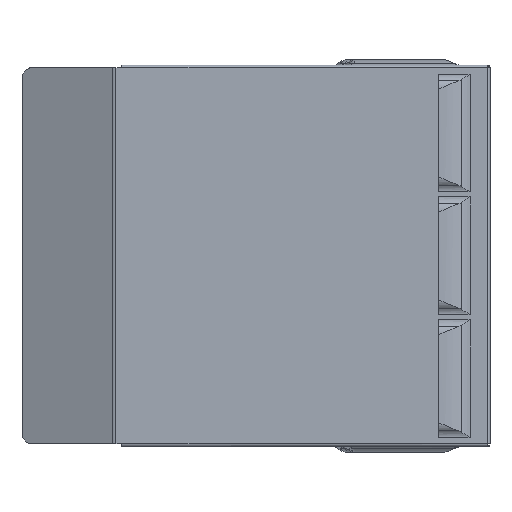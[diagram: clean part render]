
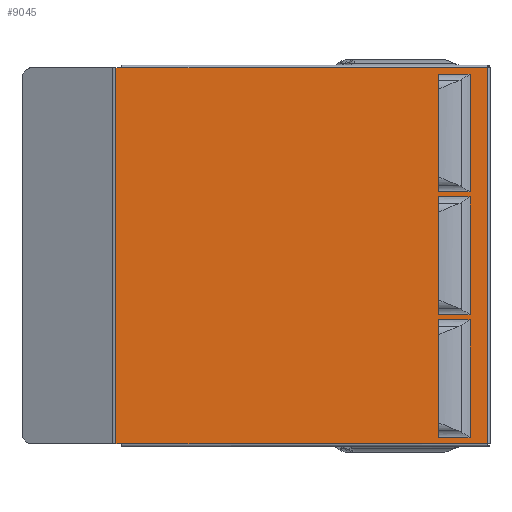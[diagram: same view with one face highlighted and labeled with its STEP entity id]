
A CAD part, top view. The second image highlights one B-rep face of the part: STEP entity #9045.
In plain terms, the highlighted planar face has unit normal (0, 0, 1).
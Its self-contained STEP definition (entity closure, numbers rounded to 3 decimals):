
#174=DIRECTION('',(1.,0.,0.));
#175=VECTOR('',#174,291.616);
#176=CARTESIAN_POINT('',(-144.,150.,0.));
#177=LINE('',#176,#175);
#1540=DIRECTION('',(0.,-1.,0.));
#1541=VECTOR('',#1540,300.);
#1542=CARTESIAN_POINT('',(147.616,150.,0.));
#1543=LINE('',#1542,#1541);
#1723=DIRECTION('',(-1.,0.,0.));
#1724=VECTOR('',#1723,291.616);
#1725=CARTESIAN_POINT('',(147.616,-150.,0.));
#1726=LINE('',#1725,#1724);
#3099=DIRECTION('',(0.,1.,0.));
#3100=VECTOR('',#3099,300.);
#3101=CARTESIAN_POINT('',(-148.725,-150.,0.));
#3102=LINE('',#3101,#3100);
#3441=DIRECTION('',(-1.,0.,0.));
#3442=VECTOR('',#3441,4.725);
#3443=CARTESIAN_POINT('',(-144.,150.,0.));
#3444=LINE('',#3443,#3442);
#3448=DIRECTION('',(1.,0.,0.));
#3449=VECTOR('',#3448,4.725);
#3450=CARTESIAN_POINT('',(-148.725,-150.,0.));
#3451=LINE('',#3450,#3449);
#3455=DIRECTION('',(0.,-1.,0.));
#3456=VECTOR('',#3455,94.);
#3457=CARTESIAN_POINT('',(108.68,-51.,0.));
#3458=LINE('',#3457,#3456);
#3462=DIRECTION('',(-1.,0.,0.));
#3463=VECTOR('',#3462,25.);
#3464=CARTESIAN_POINT('',(133.68,-145.,0.));
#3465=LINE('',#3464,#3463);
#3469=DIRECTION('',(0.,1.,0.));
#3470=VECTOR('',#3469,94.);
#3471=CARTESIAN_POINT('',(133.68,-145.,0.));
#3472=LINE('',#3471,#3470);
#3476=DIRECTION('',(-1.,0.,0.));
#3477=VECTOR('',#3476,25.);
#3478=CARTESIAN_POINT('',(133.68,-51.,0.));
#3479=LINE('',#3478,#3477);
#3483=DIRECTION('',(0.,-1.,0.));
#3484=VECTOR('',#3483,94.);
#3485=CARTESIAN_POINT('',(108.68,47.,0.));
#3486=LINE('',#3485,#3484);
#3490=DIRECTION('',(-1.,0.,0.));
#3491=VECTOR('',#3490,25.);
#3492=CARTESIAN_POINT('',(133.68,-47.,0.));
#3493=LINE('',#3492,#3491);
#3497=DIRECTION('',(0.,1.,0.));
#3498=VECTOR('',#3497,94.);
#3499=CARTESIAN_POINT('',(133.68,-47.,0.));
#3500=LINE('',#3499,#3498);
#3504=DIRECTION('',(-1.,0.,0.));
#3505=VECTOR('',#3504,25.);
#3506=CARTESIAN_POINT('',(133.68,47.,0.));
#3507=LINE('',#3506,#3505);
#3511=DIRECTION('',(0.,-1.,0.));
#3512=VECTOR('',#3511,94.);
#3513=CARTESIAN_POINT('',(108.68,145.,0.));
#3514=LINE('',#3513,#3512);
#3518=DIRECTION('',(-1.,0.,0.));
#3519=VECTOR('',#3518,25.);
#3520=CARTESIAN_POINT('',(133.68,51.,0.));
#3521=LINE('',#3520,#3519);
#3525=DIRECTION('',(0.,1.,0.));
#3526=VECTOR('',#3525,94.);
#3527=CARTESIAN_POINT('',(133.68,51.,0.));
#3528=LINE('',#3527,#3526);
#3532=DIRECTION('',(-1.,0.,0.));
#3533=VECTOR('',#3532,25.);
#3534=CARTESIAN_POINT('',(133.68,145.,0.));
#3535=LINE('',#3534,#3533);
#4425=CARTESIAN_POINT('',(147.616,-150.,0.));
#4426=VERTEX_POINT('',#4425);
#4427=CARTESIAN_POINT('',(147.616,150.,0.));
#4428=VERTEX_POINT('',#4427);
#4457=CARTESIAN_POINT('',(-148.725,150.,0.));
#4458=VERTEX_POINT('',#4457);
#4459=CARTESIAN_POINT('',(-148.725,-150.,0.));
#4460=VERTEX_POINT('',#4459);
#4745=CARTESIAN_POINT('',(108.68,145.,0.));
#4746=CARTESIAN_POINT('',(108.68,51.,0.));
#4747=VERTEX_POINT('',#4745);
#4748=VERTEX_POINT('',#4746);
#4749=CARTESIAN_POINT('',(108.68,47.,0.));
#4750=CARTESIAN_POINT('',(108.68,-47.,0.));
#4751=VERTEX_POINT('',#4749);
#4752=VERTEX_POINT('',#4750);
#4753=CARTESIAN_POINT('',(108.68,-51.,0.));
#4754=CARTESIAN_POINT('',(108.68,-145.,0.));
#4755=VERTEX_POINT('',#4753);
#4756=VERTEX_POINT('',#4754);
#4757=CARTESIAN_POINT('',(133.68,145.,0.));
#4758=VERTEX_POINT('',#4757);
#4759=CARTESIAN_POINT('',(133.68,51.,0.));
#4760=VERTEX_POINT('',#4759);
#4761=CARTESIAN_POINT('',(133.68,47.,0.));
#4762=VERTEX_POINT('',#4761);
#4763=CARTESIAN_POINT('',(133.68,-47.,0.));
#4764=VERTEX_POINT('',#4763);
#4765=CARTESIAN_POINT('',(133.68,-51.,0.));
#4766=VERTEX_POINT('',#4765);
#4767=CARTESIAN_POINT('',(133.68,-145.,0.));
#4768=VERTEX_POINT('',#4767);
#4793=CARTESIAN_POINT('',(-144.,150.,0.));
#4794=VERTEX_POINT('',#4793);
#4803=CARTESIAN_POINT('',(-144.,-150.,0.));
#4804=VERTEX_POINT('',#4803);
#9002=CARTESIAN_POINT('',(0.,0.,0.));
#9003=DIRECTION('',(0.,0.,1.));
#9004=DIRECTION('',(1.,0.,0.));
#9005=AXIS2_PLACEMENT_3D('',#9002,#9003,#9004);
#9006=PLANE('',#9005);
#9007=ORIENTED_EDGE('',*,*,#4958,.F.);
#9008=ORIENTED_EDGE('',*,*,#4990,.T.);
#9009=ORIENTED_EDGE('',*,*,#6760,.T.);
#9010=ORIENTED_EDGE('',*,*,#6952,.T.);
#9011=ORIENTED_EDGE('',*,*,#8675,.F.);
#9012=ORIENTED_EDGE('',*,*,#8704,.T.);
#9013=EDGE_LOOP('',(#9007,#9008,#9009,#9010,#9011,#9012));
#9014=FACE_OUTER_BOUND('',#9013,.F.);
#9016=ORIENTED_EDGE('',*,*,#9015,.T.);
#9018=ORIENTED_EDGE('',*,*,#9017,.F.);
#9020=ORIENTED_EDGE('',*,*,#9019,.T.);
#9022=ORIENTED_EDGE('',*,*,#9021,.T.);
#9023=EDGE_LOOP('',(#9016,#9018,#9020,#9022));
#9024=FACE_BOUND('',#9023,.F.);
#9026=ORIENTED_EDGE('',*,*,#9025,.T.);
#9028=ORIENTED_EDGE('',*,*,#9027,.F.);
#9030=ORIENTED_EDGE('',*,*,#9029,.T.);
#9032=ORIENTED_EDGE('',*,*,#9031,.T.);
#9033=EDGE_LOOP('',(#9026,#9028,#9030,#9032));
#9034=FACE_BOUND('',#9033,.F.);
#9036=ORIENTED_EDGE('',*,*,#9035,.T.);
#9038=ORIENTED_EDGE('',*,*,#9037,.F.);
#9040=ORIENTED_EDGE('',*,*,#9039,.T.);
#9042=ORIENTED_EDGE('',*,*,#9041,.T.);
#9043=EDGE_LOOP('',(#9036,#9038,#9040,#9042));
#9044=FACE_BOUND('',#9043,.F.);
#9045=ADVANCED_FACE('',(#9014,#9024,#9034,#9044),#9006,.T.);
#4958=EDGE_CURVE('',#4794,#4458,#3444,.T.);
#4990=EDGE_CURVE('',#4794,#4428,#177,.T.);
#6760=EDGE_CURVE('',#4428,#4426,#1543,.T.);
#6952=EDGE_CURVE('',#4426,#4804,#1726,.T.);
#8675=EDGE_CURVE('',#4460,#4804,#3451,.T.);
#8704=EDGE_CURVE('',#4460,#4458,#3102,.T.);
#9015=EDGE_CURVE('',#4755,#4756,#3458,.T.);
#9017=EDGE_CURVE('',#4768,#4756,#3465,.T.);
#9019=EDGE_CURVE('',#4768,#4766,#3472,.T.);
#9021=EDGE_CURVE('',#4766,#4755,#3479,.T.);
#9025=EDGE_CURVE('',#4751,#4752,#3486,.T.);
#9027=EDGE_CURVE('',#4764,#4752,#3493,.T.);
#9029=EDGE_CURVE('',#4764,#4762,#3500,.T.);
#9031=EDGE_CURVE('',#4762,#4751,#3507,.T.);
#9035=EDGE_CURVE('',#4747,#4748,#3514,.T.);
#9037=EDGE_CURVE('',#4760,#4748,#3521,.T.);
#9039=EDGE_CURVE('',#4760,#4758,#3528,.T.);
#9041=EDGE_CURVE('',#4758,#4747,#3535,.T.);
